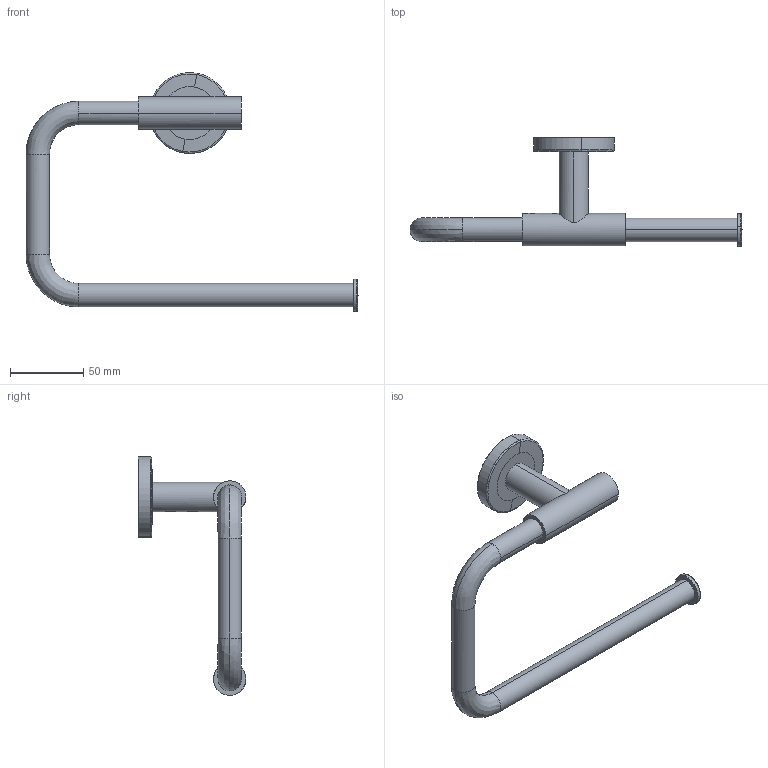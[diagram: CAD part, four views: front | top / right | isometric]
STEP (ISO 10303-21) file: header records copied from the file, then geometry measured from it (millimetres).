
FILE_DESCRIPTION(/* description */ (''),/* implementation_level */ '2;1');
FILE_NAME(/* name */ 'STEP - A817907..R_15082',/* time_stamp */ '2024-10-24T11:49:05+11:00',/* author */ (''),/* organization */ (''),/* preprocessor_version */ 'ST-DEVELOPER v16.5',/* originating_system */ 'Rhino 7.37',/* authorisation */ '');
FILE_SCHEMA (('CONFIG_CONTROL_DESIGN'));
Length unit declared in the file: millimetre
Products named in the file (1): Document
Bounding box: 226 x 73.38 x 162.48 mm (x, y, z)
Volume: 70775 mm3; surface area: 68279.8 mm2
Topology: 11 solids, 11 shells, 424 faces, 1040 edges, 653 vertices
Faces by surface type: cylinder 166, bspline 149, plane 109
Entity records: 20792 total; most frequent: CARTESIAN_POINT 14151, ORIENTED_EDGE 2066, EDGE_CURVE 1033, VERTEX_POINT 653, B_SPLINE_CURVE_WITH_KNOTS 556, EDGE_LOOP 468, ADVANCED_FACE 424, FACE_OUTER_BOUND 424
